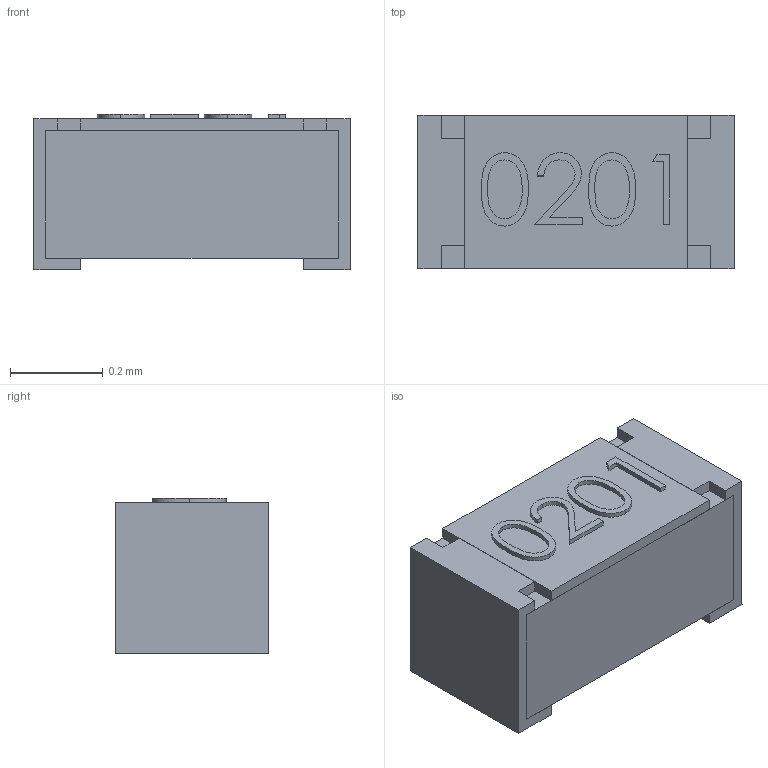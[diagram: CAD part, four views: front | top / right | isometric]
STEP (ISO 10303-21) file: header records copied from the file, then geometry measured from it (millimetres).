
FILE_DESCRIPTION(/* description */ (''),/* implementation_level */ '2;1');
FILE_NAME(/* name */ 'RS-0201.step',/* time_stamp */ '2023-03-28T21:23:58+11:00',/* author */ (''),/* organization */ (''),/* preprocessor_version */ 'ST-DEVELOPER v19.2',/* originating_system */ 'Autodesk Translation Framework v11.17.0.187',/* authorisation */ '');
FILE_SCHEMA (('AUTOMOTIVE_DESIGN { 1 0 10303 214 3 1 1 }'));
Length unit declared in the file: millimetre
Products named in the file (2): RS-0201; User Library-RES_0603-0201
Assembly tree (1 placements, depth 2):
  RS-0201
    User Library-RES_0603-0201
Bounding box: 0.68 x 0.33 x 0.34 mm (x, y, z)
Volume: 0.1 mm3; surface area: 2 mm2
Topology: 4 solids, 4 shells, 82 faces, 204 edges, 136 vertices
Faces by surface type: plane 58, bspline 24
Entity records: 4314 total; most frequent: CARTESIAN_POINT 2401, ORIENTED_EDGE 408, DIRECTION 278, EDGE_CURVE 204, LINE 156, VECTOR 156, VERTEX_POINT 136, EDGE_LOOP 88
